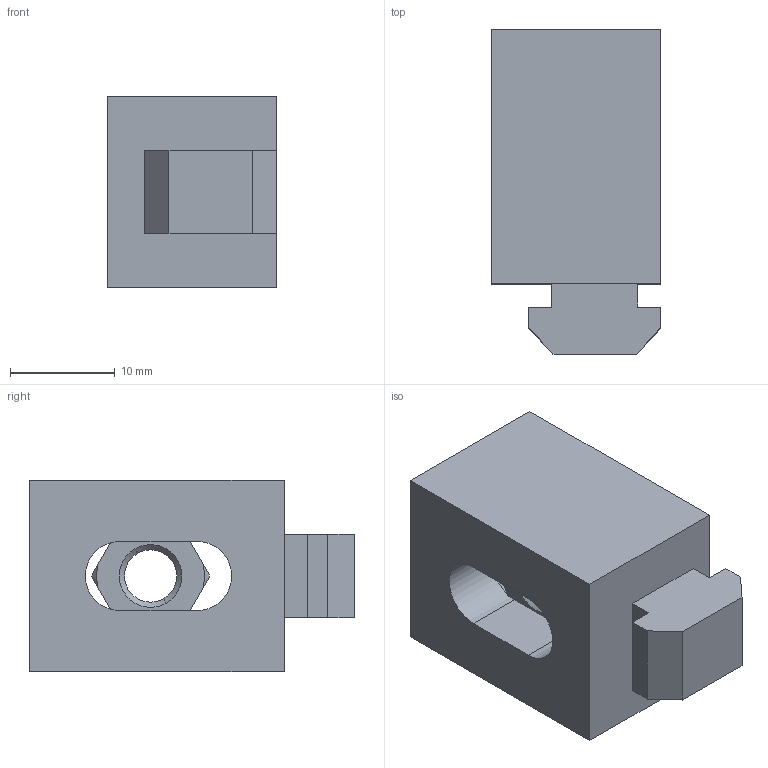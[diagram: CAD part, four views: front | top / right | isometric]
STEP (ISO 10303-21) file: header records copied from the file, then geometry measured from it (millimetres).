
FILE_DESCRIPTION (( 'STEP AP214' ), '1' );
FILE_NAME ('SNSD.30.51.91. Êëèïñà âèíòîâàÿ äëÿ ïàíåëåé 30, ðåçüáà Ì6, ïàç 8(A13).STEP', '2015-01-15T12:39:23', ( 'XTreme.ws' ), ( 'XTreme.ws' ), 'SwSTEP 2.0', 'SolidWorks 2014', '' );
FILE_SCHEMA (( 'AUTOMOTIVE_DESIGN' ));
Length unit declared in the file: millimetre
Products named in the file (5): SNSD.30.51.91. Ãàéêà Ì6, (A13); SNSD.30.51.91. Êëèïñà âèíòîâàÿ äëÿ ïàíåëåé 30, ðåçüáà Ì6, ïàç 8(A13)_00; SNSD.30.51.91. Ãàéêà Ì6, (A13)_00; SNSD.30.51.91. Êëèïñà âèíòîâàÿ äëÿ ïàíåëåé 30, ðåçüáà Ì6, ïàç 8(A13)
Assembly tree (2 placements, depth 2):
  SNSD.30.51.91. Ãàéêà Ì6, (A13)
  SNSD.30.51.91. Êëèïñà âèíòîâàÿ äëÿ ïàíåëåé 30, ðåçüáà Ì6, ïàç 8(A13)
    SNSD.30.51.91. Êëèïñà âèíòîâàÿ äëÿ ïàíåëåé 30, ðåçüáà Ì6, ïàç 8(A13)_00
    SNSD.30.51.91. Ãàéêà Ì6, (A13)_00
  SNSD.30.51.91. Êëèïñà âèíòîâàÿ äëÿ ïàíåëåé 30, ðåçüáà Ì6, ïàç 8(A13)
Bounding box: 16.2 x 31 x 18.3 mm (x, y, z)
Volume: 6090.6 mm3; surface area: 3602.1 mm2
Topology: 2 solids, 2 shells, 58 faces, 150 edges, 98 vertices
Faces by surface type: plane 34, cone 18, cylinder 6
Entity records: 1950 total; most frequent: CARTESIAN_POINT 384, ORIENTED_EDGE 300, DIRECTION 284, EDGE_CURVE 150, VERTEX_POINT 98, VECTOR 96, LINE 96, AXIS2_PLACEMENT_3D 94
